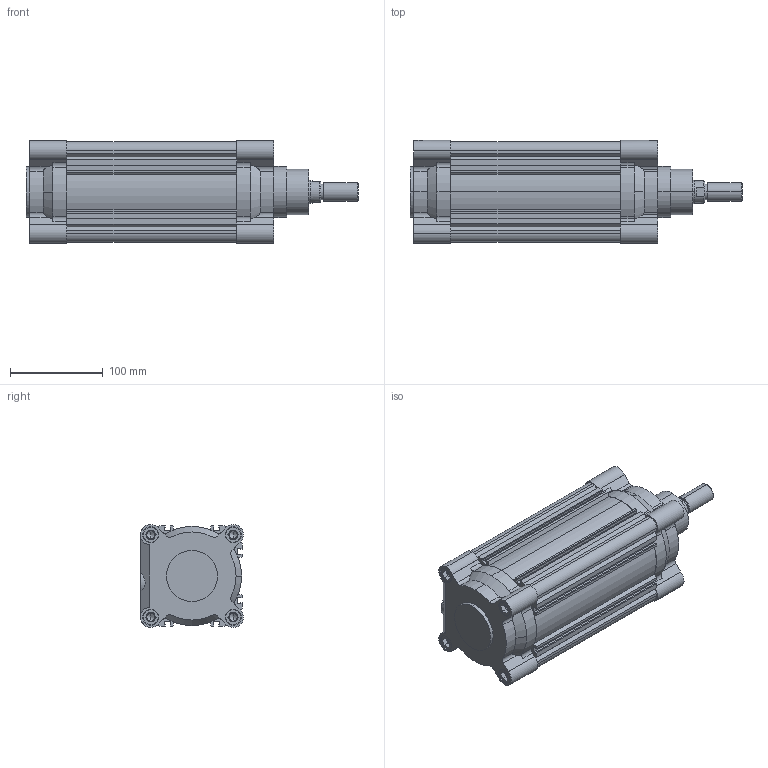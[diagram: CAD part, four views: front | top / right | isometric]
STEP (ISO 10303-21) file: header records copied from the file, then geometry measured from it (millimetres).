
FILE_DESCRIPTION (( 'STEP AP203' ), '1' );
FILE_NAME ('G100M125MD-MC.step', '2016-02-17T20:02:28', ( '' ), ( '' ), 'SwSTEP 2.0', 'SolidWorks 2015', '' );
FILE_SCHEMA (( 'CONFIG_CONTROL_DESIGN' ));
Length unit declared in the file: inch
Products named in the file (5): _100-HL; _100-125-120.5-B; _100121-HR; _100121125-R; G100M125MD-MC
Assembly tree (4 placements, depth 2):
  G100M125MD-MC
    _100-HL
    _100-125-120.5-B
    _100121-HR
    _100121125-R
Bounding box: 358 x 111 x 111 mm (x, y, z)
Volume: 2004879.2 mm3; surface area: 335956.4 mm2
Topology: 4 solids, 4 shells, 462 faces, 1167 edges, 730 vertices
Faces by surface type: plane 248, cylinder 162, cone 52
Entity records: 14406 total; most frequent: CARTESIAN_POINT 2628, DIRECTION 2433, ORIENTED_EDGE 2294, EDGE_CURVE 1147, AXIS2_PLACEMENT_3D 855, VERTEX_POINT 730, LINE 723, VECTOR 723
